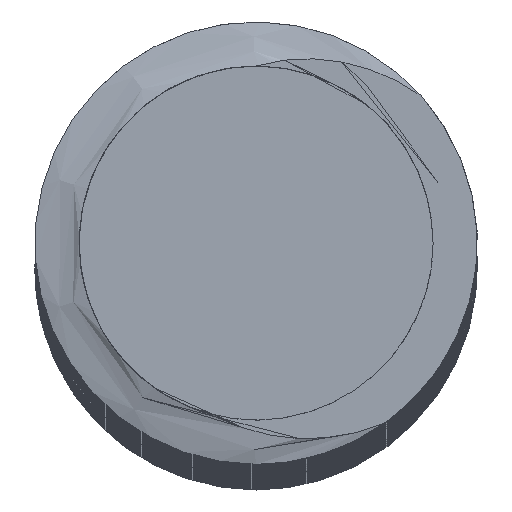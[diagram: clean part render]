
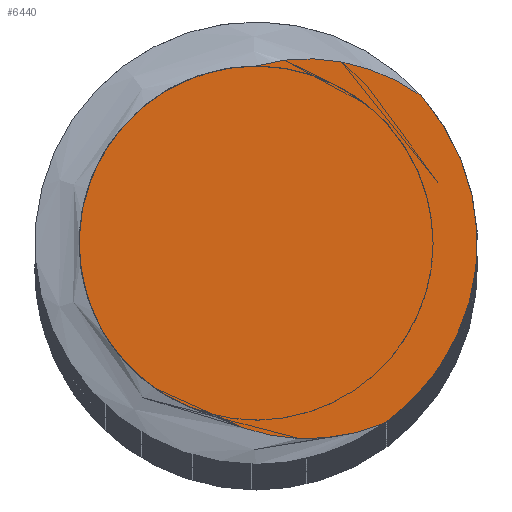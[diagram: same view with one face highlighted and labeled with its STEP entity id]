
A CAD part, top view. The second image highlights one B-rep face of the part: STEP entity #6440.
In plain terms, the highlighted planar face has unit normal (0, 0, 1).
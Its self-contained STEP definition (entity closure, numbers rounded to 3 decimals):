
#16=PLANE('',#6803);
#358=FACE_OUTER_BOUND('',#698,.T.);
#698=EDGE_LOOP('',(#5761,#5762,#5763,#5764));
#701=CIRCLE('',#6631,15.);
#703=CIRCLE('',#6802,12.);
#1373=B_SPLINE_CURVE_WITH_KNOTS('',3,(#32519,#32520,#32521,#32522,#32523,
#32524,#32525,#32526),.UNSPECIFIED.,.F.,.F.,(4,2,2,4),(-1.175,
-0.815,-0.474,0.),.UNSPECIFIED.);
#1377=B_SPLINE_CURVE_WITH_KNOTS('',3,(#37610,#37611,#37612,#37613,#37614,
#37615,#37616,#37617),.UNSPECIFIED.,.F.,.F.,(4,2,2,4),(-1.18,
-0.874,-0.548,0.),.UNSPECIFIED.);
#2385=VERTEX_POINT('',#17479);
#2386=VERTEX_POINT('',#17493);
#2720=VERTEX_POINT('',#32518);
#2722=VERTEX_POINT('',#37603);
#3227=EDGE_CURVE('',#2385,#2386,#701,.T.);
#3729=EDGE_CURVE('',#2386,#2720,#1373,.T.);
#3733=EDGE_CURVE('',#2722,#2385,#1377,.T.);
#3736=EDGE_CURVE('',#2722,#2720,#703,.T.);
#5761=ORIENTED_EDGE('',*,*,#3736,.T.);
#5762=ORIENTED_EDGE('',*,*,#3729,.F.);
#5763=ORIENTED_EDGE('',*,*,#3227,.F.);
#5764=ORIENTED_EDGE('',*,*,#3733,.F.);
#6440=ADVANCED_FACE('',(#358),#16,.T.);
#6631=AXIS2_PLACEMENT_3D('',#17494,#7314,#7315);
#6802=AXIS2_PLACEMENT_3D('',#37632,#7822,#7823);
#6803=AXIS2_PLACEMENT_3D('',#37633,#7824,#7825);
#7314=DIRECTION('center_axis',(0.,0.,-1.));
#7315=DIRECTION('ref_axis',(0.,1.,0.));
#7822=DIRECTION('center_axis',(0.,0.,1.));
#7823=DIRECTION('ref_axis',(-1.,0.,0.));
#7824=DIRECTION('center_axis',(0.,0.,1.));
#7825=DIRECTION('ref_axis',(1.,0.,0.));
#17479=CARTESIAN_POINT('',(11.188,9.992,500.));
#17493=CARTESIAN_POINT('',(8.669,-12.241,500.));
#17494=CARTESIAN_POINT('Origin',(0.,0.,500.));
#32518=CARTESIAN_POINT('',(-2.684,-11.696,500.));
#32519=CARTESIAN_POINT('Ctrl Pts',(8.669,-12.241,500.));
#32520=CARTESIAN_POINT('Ctrl Pts',(7.551,-12.692,500.));
#32521=CARTESIAN_POINT('Ctrl Pts',(6.381,-13.002,500.));
#32522=CARTESIAN_POINT('Ctrl Pts',(4.056,-13.303,500.));
#32523=CARTESIAN_POINT('Ctrl Pts',(2.912,-13.308,500.));
#32524=CARTESIAN_POINT('Ctrl Pts',(0.213,-12.962,
500.));
#32525=CARTESIAN_POINT('Ctrl Pts',(-1.308,-12.473,
500.));
#32526=CARTESIAN_POINT('Ctrl Pts',(-2.684,-11.696,
500.));
#37603=CARTESIAN_POINT('',(0.,12.,500.));
#37610=CARTESIAN_POINT('Ctrl Pts',(0.,12.,500.));
#37611=CARTESIAN_POINT('Ctrl Pts',(0.976,12.29,500.));
#37612=CARTESIAN_POINT('Ctrl Pts',(1.986,12.45,500.));
#37613=CARTESIAN_POINT('Ctrl Pts',(4.084,12.523,500.));
#37614=CARTESIAN_POINT('Ctrl Pts',(5.166,12.419,500.));
#37615=CARTESIAN_POINT('Ctrl Pts',(8.004,11.792,500.));
#37616=CARTESIAN_POINT('Ctrl Pts',(9.687,11.037,500.));
#37617=CARTESIAN_POINT('Ctrl Pts',(11.188,9.992,500.));
#37632=CARTESIAN_POINT('Origin',(0.,0.,500.));
#37633=CARTESIAN_POINT('Origin',(0.,0.,500.));
